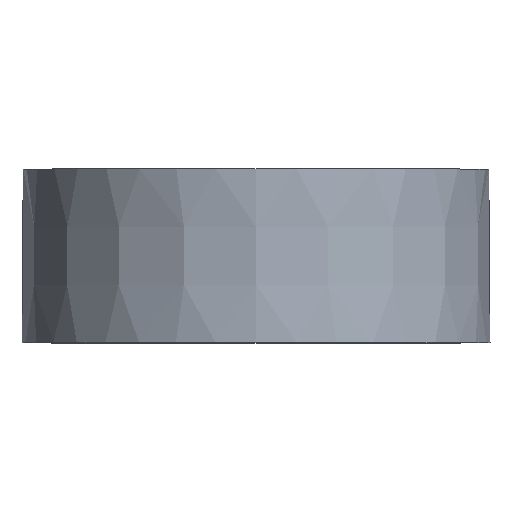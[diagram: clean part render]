
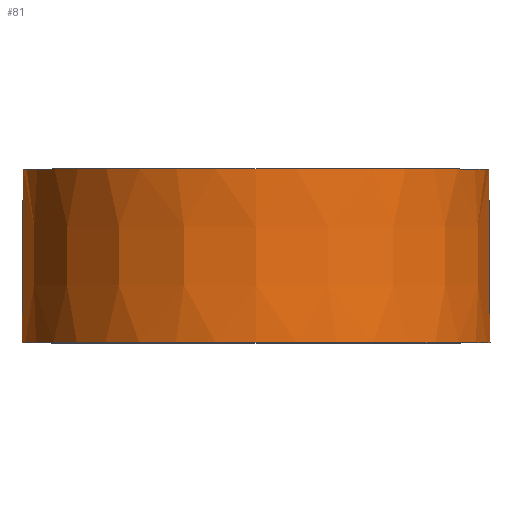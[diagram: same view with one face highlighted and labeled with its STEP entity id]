
A CAD part, top view. The second image highlights one B-rep face of the part: STEP entity #81.
In plain terms, the highlighted conical face has half-angle 0.4 degrees and reference radius 78.645 mm.
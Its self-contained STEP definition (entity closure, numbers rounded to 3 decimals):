
#81=ADVANCED_FACE('',(#108),#109,.T.);
#108=FACE_OUTER_BOUND('',#152,.T.);
#109=CONICAL_SURFACE('',#153,78.645,0.007);
#152=EDGE_LOOP('',(#229,#230,#231,#232));
#153=AXIS2_PLACEMENT_3D('',#233,#234,#235);
#229=ORIENTED_EDGE('',*,*,#360,.F.);
#230=ORIENTED_EDGE('',*,*,#361,.T.);
#231=ORIENTED_EDGE('',*,*,#362,.F.);
#232=ORIENTED_EDGE('',*,*,#363,.F.);
#233=CARTESIAN_POINT('',(110.402,29.25,77.377));
#234=DIRECTION('',(0.,-1.0,-0.0));
#235=DIRECTION('',(-1.0,0.,0.0));
#360=EDGE_CURVE('',#427,#428,#429,.T.);
#361=EDGE_CURVE('',#427,#430,#431,.T.);
#362=EDGE_CURVE('',#432,#430,#433,.T.);
#363=EDGE_CURVE('',#428,#432,#434,.T.);
#427=VERTEX_POINT('',#513);
#428=VERTEX_POINT('',#514);
#429=LINE('',#515,#516);
#430=VERTEX_POINT('',#517);
#431=CIRCLE('',#518,78.849);
#432=VERTEX_POINT('',#519);
#433=LINE('',#520,#521);
#434=CIRCLE('',#522,78.441);
#513=CARTESIAN_POINT('',(31.552,0.,77.377));
#514=CARTESIAN_POINT('',(31.961,58.5,77.377));
#515=CARTESIAN_POINT('',(31.757,29.25,77.377));
#516=VECTOR('',#598,1.0);
#517=CARTESIAN_POINT('',(189.251,0.,77.377));
#518=AXIS2_PLACEMENT_3D('',#599,#600,#601);
#519=CARTESIAN_POINT('',(188.842,58.5,77.377));
#520=CARTESIAN_POINT('',(189.047,29.25,77.377));
#521=VECTOR('',#602,1.0);
#522=AXIS2_PLACEMENT_3D('',#603,#604,#605);
#598=DIRECTION('',(0.007,1.,0.));
#599=CARTESIAN_POINT('',(110.402,0.,77.377));
#600=DIRECTION('',(0.,1.0,0.0));
#601=DIRECTION('',(-1.0,0.,0.0));
#602=DIRECTION('',(0.007,-1.,0.));
#603=CARTESIAN_POINT('',(110.402,58.5,77.377));
#604=DIRECTION('',(0.,1.0,0.0));
#605=DIRECTION('',(-1.0,0.,0.0));
